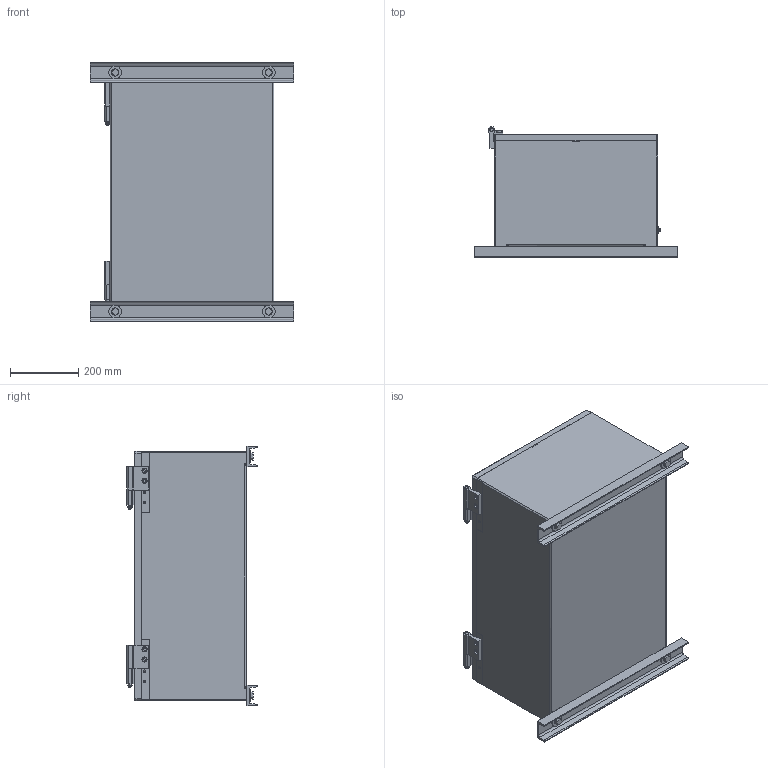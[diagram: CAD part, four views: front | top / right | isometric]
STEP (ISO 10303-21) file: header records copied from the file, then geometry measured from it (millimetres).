
FILE_DESCRIPTION (( 'STEP AP203' ), '1' );
FILE_NAME ('8264-_935-3_10.STEP', '2013-12-13T10:06:35', ( '' ), ( '' ), 'SwSTEP 2.0', 'SolidWorks 2013', '' );
FILE_SCHEMA (( 'CONFIG_CONTROL_DESIGN' ));
Length unit declared in the file: millimetre
Products named in the file (18): 82_649_58_05_3_82_649_96_05_3 unverlierbare Schraube; 506_712_0; 82_649_04_55_0; 506_761_0; 506_228_0; 500_635_0_Vereinfacht; 502_077_0; 506_886_0; 502_606_0_Vereinfacht M10 x 30; 506_548_0; 82_649_03_26_0; 502_812_0_Vereinfacht; 82_649_05_26_0; u channel_din_U60x30x596; 500_663_0_M 8 x 16; 82_649_29_04_6_8264946043; 8264-_935-3_10; 506_204_0_7
Assembly tree (68 placements, depth 2):
  8264-_935-3_10
    82_649_29_04_6_8264946043
    82_649_58_05_3_82_649_96_05_3 unverlierbare Schraube
    82_649_04_55_0
    506_228_0  x4
    502_077_0  x4
    502_606_0_Vereinfacht M10 x 30  x26
    82_649_03_26_0  x2
    82_649_05_26_0  x2
    500_663_0_M 8 x 16  x8
    506_204_0_7  x2
    506_712_0  x4
    506_761_0  x4
    500_635_0_Vereinfacht  x4
    506_886_0
    506_548_0
    502_812_0_Vereinfacht
    u channel_din_U60x30x596  x2
Bounding box: 596 x 382 x 760 mm (x, y, z)
Volume: 35795732.2 mm3; surface area: 3942183.4 mm2
Topology: 70 solids, 70 shells, 3902 faces, 9112 edges, 5295 vertices
Faces by surface type: cylinder 1232, plane 1129, bspline 783, torus 365, cone 332, sphere 61
Entity records: 108927 total; most frequent: CARTESIAN_POINT 48574, ORIENTED_EDGE 12710, DIRECTION 11213, EDGE_CURVE 6355, AXIS2_PLACEMENT_3D 4562, VERTEX_POINT 3784, EDGE_LOOP 2967, ADVANCED_FACE 2746
